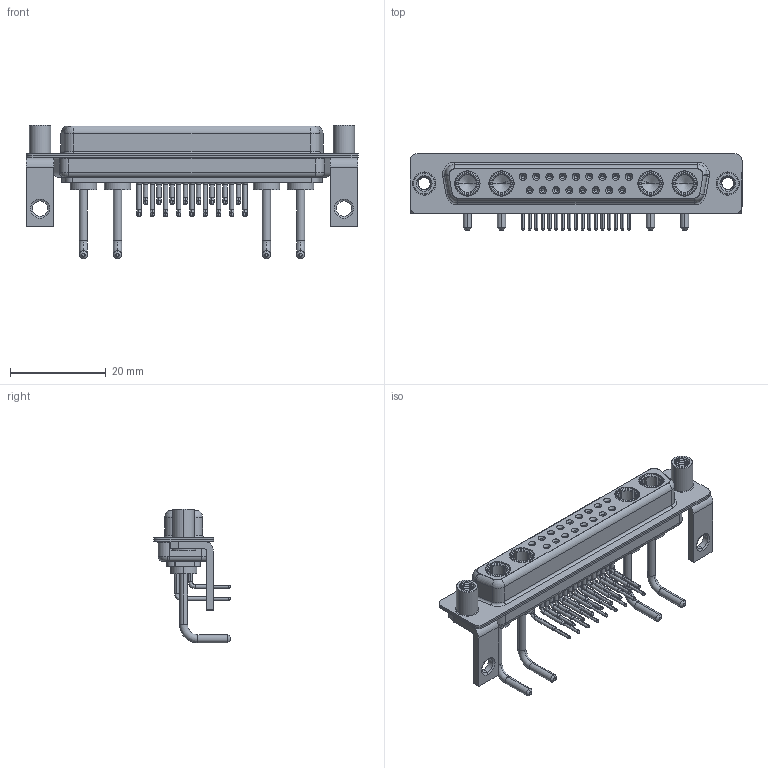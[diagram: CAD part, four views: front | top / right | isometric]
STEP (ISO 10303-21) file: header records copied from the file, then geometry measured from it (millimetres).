
FILE_DESCRIPTION (( 'STEP AP203' ), '1' );
FILE_NAME ('630-21W4650-1NE.STEP', '2022-06-08T19:42:56', ( '' ), ( '' ), 'SwSTEP 2.0', 'SolidWorks 2020', '' );
FILE_SCHEMA (( 'CONFIG_CONTROL_DESIGN' ));
Length unit declared in the file: millimetre
Products named in the file (9): 630Combo Housing_21W4; 630Combo Contact Row 1; 630-21W4650-1NE; 630Combo Threaded Standoff_D; 630Combo Contact Row 2; Power Socket_Ext 10A RA; 630Combo Stabilizer Bracket; 630Combo Shell Front_37 Contacts; 630Combo Shell Rear_37 Contacts
Assembly tree (28 placements, depth 2):
  630-21W4650-1NE
    630Combo Housing_21W4
    630Combo Shell Front_37 Contacts
    630Combo Shell Rear_37 Contacts
    630Combo Stabilizer Bracket  x2
    630Combo Threaded Standoff_D  x2
    Power Socket_Ext 10A RA  x4
    630Combo Contact Row 1  x9
    630Combo Contact Row 2  x8
Bounding box: 69.4 x 16 x 27.98 mm (x, y, z)
Volume: 5893.9 mm3; surface area: 13431.3 mm2
Topology: 32 solids, 32 shells, 1590 faces, 4074 edges, 2582 vertices
Faces by surface type: cylinder 700, plane 460, cone 271, torus 81, bspline 78
Entity records: 24433 total; most frequent: CARTESIAN_POINT 6347, DIRECTION 3737, ORIENTED_EDGE 3318, EDGE_CURVE 1659, AXIS2_PLACEMENT_3D 1542, VERTEX_POINT 1061, CIRCLE 834, EDGE_LOOP 822
